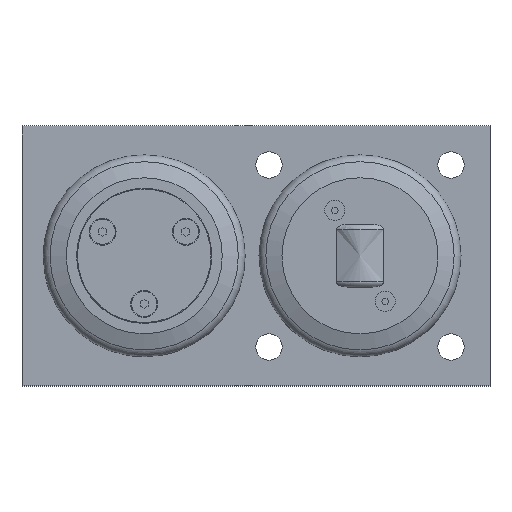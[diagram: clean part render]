
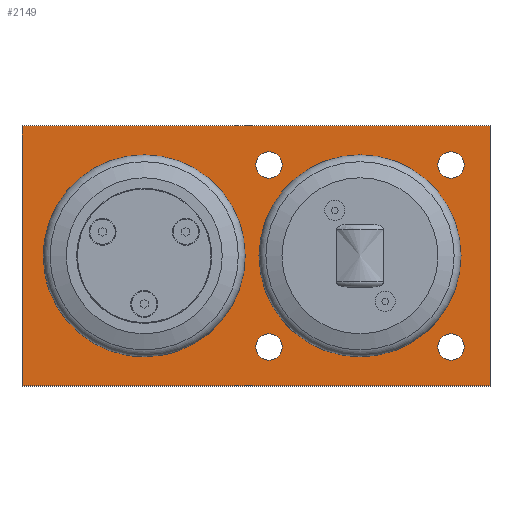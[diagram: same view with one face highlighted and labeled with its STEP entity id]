
A CAD part, top view. The second image highlights one B-rep face of the part: STEP entity #2149.
In plain terms, the highlighted planar face has unit normal (0, 0, 1).
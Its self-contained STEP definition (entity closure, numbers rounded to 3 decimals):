
#91=FACE_BOUND('',#481,.T.);
#92=FACE_BOUND('',#482,.T.);
#93=FACE_BOUND('',#483,.T.);
#94=FACE_BOUND('',#484,.T.);
#95=FACE_BOUND('',#485,.T.);
#96=FACE_BOUND('',#486,.T.);
#162=CIRCLE('',#2358,26.5);
#175=CIRCLE('',#2377,26.5);
#176=CIRCLE('',#2378,5.053);
#177=CIRCLE('',#2379,5.053);
#178=CIRCLE('',#2380,5.053);
#179=CIRCLE('',#2381,5.053);
#180=CIRCLE('',#2382,5.053);
#181=CIRCLE('',#2383,5.053);
#182=CIRCLE('',#2384,5.053);
#183=CIRCLE('',#2385,5.053);
#326=FACE_OUTER_BOUND('',#480,.T.);
#480=EDGE_LOOP('',(#1791,#1792,#1793,#1794));
#481=EDGE_LOOP('',(#1795));
#482=EDGE_LOOP('',(#1796));
#483=EDGE_LOOP('',(#1797,#1798));
#484=EDGE_LOOP('',(#1799,#1800));
#485=EDGE_LOOP('',(#1801,#1802));
#486=EDGE_LOOP('',(#1803,#1804));
#655=LINE('',#3755,#818);
#656=LINE('',#3757,#819);
#657=LINE('',#3759,#820);
#658=LINE('',#3760,#821);
#818=VECTOR('',#2917,10.);
#819=VECTOR('',#2918,10.);
#820=VECTOR('',#2919,10.);
#821=VECTOR('',#2920,10.);
#1005=VERTEX_POINT('',#3709);
#1022=VERTEX_POINT('',#3753);
#1023=VERTEX_POINT('',#3754);
#1024=VERTEX_POINT('',#3756);
#1025=VERTEX_POINT('',#3758);
#1026=VERTEX_POINT('',#3761);
#1027=VERTEX_POINT('',#3763);
#1028=VERTEX_POINT('',#3764);
#1029=VERTEX_POINT('',#3767);
#1030=VERTEX_POINT('',#3768);
#1031=VERTEX_POINT('',#3771);
#1032=VERTEX_POINT('',#3772);
#1033=VERTEX_POINT('',#3775);
#1034=VERTEX_POINT('',#3776);
#1274=EDGE_CURVE('',#1005,#1005,#162,.T.);
#1294=EDGE_CURVE('',#1022,#1023,#655,.T.);
#1295=EDGE_CURVE('',#1024,#1022,#656,.T.);
#1296=EDGE_CURVE('',#1025,#1024,#657,.T.);
#1297=EDGE_CURVE('',#1023,#1025,#658,.T.);
#1298=EDGE_CURVE('',#1026,#1026,#175,.T.);
#1299=EDGE_CURVE('',#1027,#1028,#176,.T.);
#1300=EDGE_CURVE('',#1028,#1027,#177,.T.);
#1301=EDGE_CURVE('',#1029,#1030,#178,.T.);
#1302=EDGE_CURVE('',#1030,#1029,#179,.T.);
#1303=EDGE_CURVE('',#1031,#1032,#180,.T.);
#1304=EDGE_CURVE('',#1032,#1031,#181,.T.);
#1305=EDGE_CURVE('',#1033,#1034,#182,.T.);
#1306=EDGE_CURVE('',#1034,#1033,#183,.T.);
#1791=ORIENTED_EDGE('',*,*,#1294,.F.);
#1792=ORIENTED_EDGE('',*,*,#1295,.F.);
#1793=ORIENTED_EDGE('',*,*,#1296,.F.);
#1794=ORIENTED_EDGE('',*,*,#1297,.F.);
#1795=ORIENTED_EDGE('',*,*,#1298,.T.);
#1796=ORIENTED_EDGE('',*,*,#1274,.T.);
#1797=ORIENTED_EDGE('',*,*,#1299,.T.);
#1798=ORIENTED_EDGE('',*,*,#1300,.T.);
#1799=ORIENTED_EDGE('',*,*,#1301,.T.);
#1800=ORIENTED_EDGE('',*,*,#1302,.T.);
#1801=ORIENTED_EDGE('',*,*,#1303,.T.);
#1802=ORIENTED_EDGE('',*,*,#1304,.T.);
#1803=ORIENTED_EDGE('',*,*,#1305,.T.);
#1804=ORIENTED_EDGE('',*,*,#1306,.T.);
#2042=PLANE('',#2376);
#2149=ADVANCED_FACE('',(#326,#91,#92,#93,#94,#95,#96),#2042,.T.);
#2358=AXIS2_PLACEMENT_3D('',#3711,#2872,#2873);
#2376=AXIS2_PLACEMENT_3D('',#3752,#2915,#2916);
#2377=AXIS2_PLACEMENT_3D('',#3762,#2921,#2922);
#2378=AXIS2_PLACEMENT_3D('',#3765,#2923,#2924);
#2379=AXIS2_PLACEMENT_3D('',#3766,#2925,#2926);
#2380=AXIS2_PLACEMENT_3D('',#3769,#2927,#2928);
#2381=AXIS2_PLACEMENT_3D('',#3770,#2929,#2930);
#2382=AXIS2_PLACEMENT_3D('',#3773,#2931,#2932);
#2383=AXIS2_PLACEMENT_3D('',#3774,#2933,#2934);
#2384=AXIS2_PLACEMENT_3D('',#3777,#2935,#2936);
#2385=AXIS2_PLACEMENT_3D('',#3778,#2937,#2938);
#2872=DIRECTION('center_axis',(0.,0.,-1.));
#2873=DIRECTION('ref_axis',(0.,1.,0.));
#2915=DIRECTION('center_axis',(0.,0.,1.));
#2916=DIRECTION('ref_axis',(1.,0.,0.));
#2917=DIRECTION('',(0.,1.,0.));
#2918=DIRECTION('',(-1.,0.,0.));
#2919=DIRECTION('',(0.,-1.,0.));
#2920=DIRECTION('',(1.,0.,0.));
#2921=DIRECTION('center_axis',(0.,0.,-1.));
#2922=DIRECTION('ref_axis',(0.,-1.,0.));
#2923=DIRECTION('center_axis',(0.,0.,-1.));
#2924=DIRECTION('ref_axis',(1.,0.,0.));
#2925=DIRECTION('center_axis',(0.,0.,-1.));
#2926=DIRECTION('ref_axis',(1.,0.,0.));
#2927=DIRECTION('center_axis',(0.,0.,-1.));
#2928=DIRECTION('ref_axis',(1.,0.,0.));
#2929=DIRECTION('center_axis',(0.,0.,-1.));
#2930=DIRECTION('ref_axis',(1.,0.,0.));
#2931=DIRECTION('center_axis',(0.,0.,-1.));
#2932=DIRECTION('ref_axis',(1.,0.,0.));
#2933=DIRECTION('center_axis',(0.,0.,-1.));
#2934=DIRECTION('ref_axis',(1.,0.,0.));
#2935=DIRECTION('center_axis',(0.,0.,-1.));
#2936=DIRECTION('ref_axis',(1.,0.,0.));
#2937=DIRECTION('center_axis',(0.,0.,-1.));
#2938=DIRECTION('ref_axis',(1.,0.,0.));
#3709=CARTESIAN_POINT('',(19.609,-27.226,-6.037));
#3711=CARTESIAN_POINT('Origin',(19.609,-0.726,-6.037));
#3752=CARTESIAN_POINT('Origin',(-20.391,-0.726,-6.037));
#3753=CARTESIAN_POINT('',(-110.391,-50.726,-6.037));
#3754=CARTESIAN_POINT('',(-110.391,49.274,-6.037));
#3755=CARTESIAN_POINT('',(-110.391,49.274,-6.037));
#3756=CARTESIAN_POINT('',(69.609,-50.726,-6.037));
#3757=CARTESIAN_POINT('',(-110.391,-50.726,-6.037));
#3758=CARTESIAN_POINT('',(69.609,49.274,-6.037));
#3759=CARTESIAN_POINT('',(69.609,-50.726,-6.037));
#3760=CARTESIAN_POINT('',(69.609,49.274,-6.037));
#3761=CARTESIAN_POINT('',(-63.391,25.774,-6.037));
#3762=CARTESIAN_POINT('Origin',(-63.391,-0.726,-6.037));
#3763=CARTESIAN_POINT('',(-10.338,34.274,-6.037));
#3764=CARTESIAN_POINT('',(-20.444,34.274,-6.037));
#3765=CARTESIAN_POINT('Origin',(-15.391,34.274,-6.037));
#3766=CARTESIAN_POINT('Origin',(-15.391,34.274,-6.037));
#3767=CARTESIAN_POINT('',(59.662,-35.726,-6.037));
#3768=CARTESIAN_POINT('',(49.556,-35.726,-6.037));
#3769=CARTESIAN_POINT('Origin',(54.609,-35.726,-6.037));
#3770=CARTESIAN_POINT('Origin',(54.609,-35.726,-6.037));
#3771=CARTESIAN_POINT('',(-10.338,-35.726,-6.037));
#3772=CARTESIAN_POINT('',(-20.444,-35.726,-6.037));
#3773=CARTESIAN_POINT('Origin',(-15.391,-35.726,-6.037));
#3774=CARTESIAN_POINT('Origin',(-15.391,-35.726,-6.037));
#3775=CARTESIAN_POINT('',(59.662,34.274,-6.037));
#3776=CARTESIAN_POINT('',(49.556,34.274,-6.037));
#3777=CARTESIAN_POINT('Origin',(54.609,34.274,-6.037));
#3778=CARTESIAN_POINT('Origin',(54.609,34.274,-6.037));
